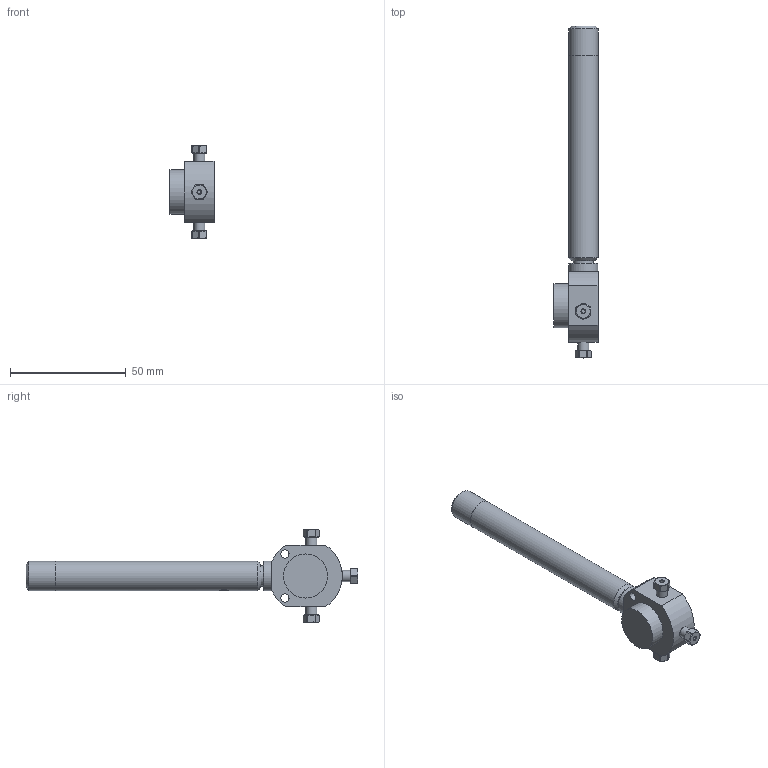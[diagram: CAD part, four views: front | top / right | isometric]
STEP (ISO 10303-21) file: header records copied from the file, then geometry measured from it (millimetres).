
FILE_DESCRIPTION((''),'2;1');
FILE_NAME('332386.stp','2014-10-15T11:10:59',('Franzp'),(''),'Autodesk Inventor 2013','Autodesk Inventor 2013','');
FILE_SCHEMA(('AUTOMOTIVE_DESIGN { 1 0 10303 214 1 1 1 1 }'));
Length unit declared in the file: millimetre
Products named in the file (1): 332386_Shrinkwrap_1
Bounding box: 19.05 x 143.67 x 40.25 mm (x, y, z)
Surface area: 8828.6 mm2 (no closed solid volume)
Topology: 0 solids, 16 shells, 77 faces, 233 edges, 160 vertices
Faces by surface type: plane 43, cylinder 23, cone 10, bspline 1
Full cylindrical faces by diameter (mm): 1.727 x3, 2.819 x1, 3.556 x2, 4.826 x3, 8.74 x1, 12.7 x2, 12.71 x1, 19.05 x1
Entity records: 2825 total; most frequent: CARTESIAN_POINT 764, DIRECTION 399, ORIENTED_EDGE 316, EDGE_CURVE 197, AXIS2_PLACEMENT_3D 166, VERTEX_POINT 148, EDGE_LOOP 118, CIRCLE 89
